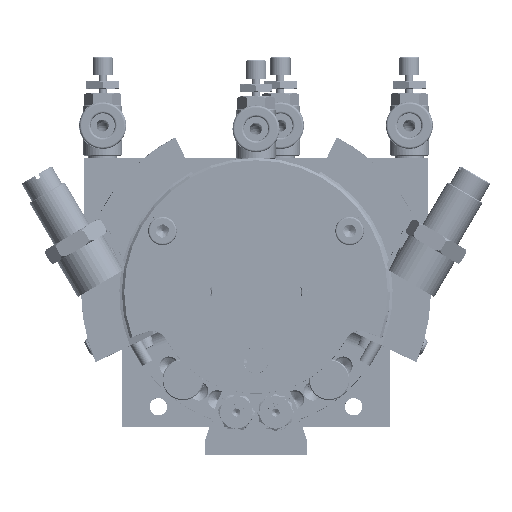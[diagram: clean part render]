
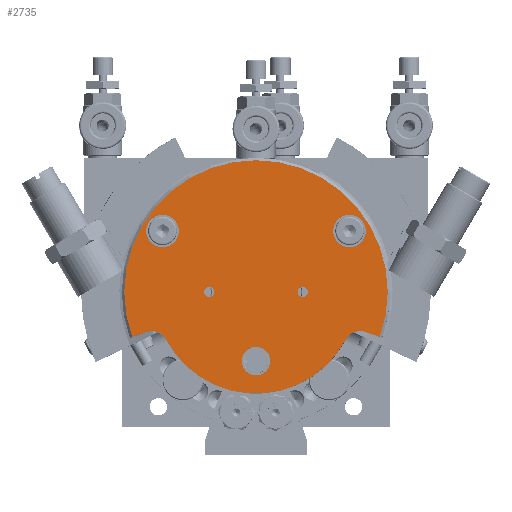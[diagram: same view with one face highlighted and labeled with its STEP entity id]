
A CAD part, top view. The second image highlights one B-rep face of the part: STEP entity #2735.
In plain terms, the highlighted planar face has unit normal (0, 0, 1).
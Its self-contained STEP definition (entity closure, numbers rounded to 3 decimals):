
#2356=CARTESIAN_POINT('',(-30.446,-11.081,139.));
#2357=VERTEX_POINT('',#2356);
#2364=CARTESIAN_POINT('',(30.446,-11.081,139.));
#2365=VERTEX_POINT('',#2364);
#2366=CARTESIAN_POINT('',(0.,0.,139.));
#2367=DIRECTION('',(0.0,0.0,-1.0));
#2368=DIRECTION('',(0.0,1.0,0.0));
#2369=AXIS2_PLACEMENT_3D('',#2366,#2367,#2368);
#2370=CIRCLE('',#2369,32.4);
#2371=EDGE_CURVE('',#2357,#2365,#2370,.T.);
#2478=CARTESIAN_POINT('',(26.991,-9.824,139.));
#2479=VERTEX_POINT('',#2478);
#2480=CARTESIAN_POINT('',(26.991,-9.824,139.));
#2481=DIRECTION('',(0.94,-0.342,0.));
#2482=VECTOR('',#2481,3.677);
#2483=LINE('',#2480,#2482);
#2484=EDGE_CURVE('',#2479,#2365,#2483,.T.);
#2509=CARTESIAN_POINT('',(22.088,-11.709,139.));
#2510=VERTEX_POINT('',#2509);
#2511=CARTESIAN_POINT('',(25.623,-13.583,139.));
#2512=DIRECTION('',(0.,0.,1.0));
#2513=DIRECTION('',(-0.359,0.933,0.));
#2514=AXIS2_PLACEMENT_3D('',#2511,#2512,#2513);
#2515=CIRCLE('',#2514,4.0);
#2516=EDGE_CURVE('',#2479,#2510,#2515,.T.);
#2543=CARTESIAN_POINT('',(-22.088,-11.709,139.));
#2544=VERTEX_POINT('',#2543);
#2545=CARTESIAN_POINT('',(0.,0.,139.));
#2546=DIRECTION('',(0.,0.,1.0));
#2547=DIRECTION('',(0.94,0.342,0.));
#2548=AXIS2_PLACEMENT_3D('',#2545,#2546,#2547);
#2549=CIRCLE('',#2548,25.);
#2550=EDGE_CURVE('',#2544,#2510,#2549,.T.);
#2616=CARTESIAN_POINT('',(-26.991,-9.824,139.));
#2617=VERTEX_POINT('',#2616);
#2618=CARTESIAN_POINT('',(-25.623,-13.583,139.));
#2619=DIRECTION('',(0.,0.,1.0));
#2620=DIRECTION('',(0.359,0.933,0.));
#2621=AXIS2_PLACEMENT_3D('',#2618,#2619,#2620);
#2622=CIRCLE('',#2621,4.0);
#2623=EDGE_CURVE('',#2544,#2617,#2622,.T.);
#2658=CARTESIAN_POINT('',(-30.446,-11.081,139.));
#2659=DIRECTION('',(0.94,0.342,0.0));
#2660=VECTOR('',#2659,3.677);
#2661=LINE('',#2658,#2660);
#2662=EDGE_CURVE('',#2357,#2617,#2661,.T.);
#2667=CARTESIAN_POINT('',(0.,-16.5,139.));
#2668=DIRECTION('',(0.0,0.0,1.0));
#2669=DIRECTION('',(1.0,0.0,0.0));
#2670=AXIS2_PLACEMENT_3D('',#2667,#2668,#2669);
#2671=PLANE('',#2670);
#2672=ORIENTED_EDGE('',*,*,#2371,.F.);
#2673=ORIENTED_EDGE('',*,*,#2662,.T.);
#2674=ORIENTED_EDGE('',*,*,#2623,.F.);
#2675=ORIENTED_EDGE('',*,*,#2550,.T.);
#2676=ORIENTED_EDGE('',*,*,#2516,.F.);
#2677=ORIENTED_EDGE('',*,*,#2484,.T.);
#2678=EDGE_LOOP('',(#2672,#2673,#2674,#2675,#2676,#2677));
#2679=FACE_OUTER_BOUND('',#2678,.T.);
#2680=CARTESIAN_POINT('',(23.,19.,139.));
#2681=VERTEX_POINT('',#2680);
#2682=CARTESIAN_POINT('',(23.,15.,139.));
#2683=DIRECTION('',(0.0,0.0,-1.0));
#2684=DIRECTION('',(0.0,1.0,0.0));
#2685=AXIS2_PLACEMENT_3D('',#2682,#2683,#2684);
#2686=CIRCLE('',#2685,4.0);
#2687=EDGE_CURVE('',#2681,#2681,#2686,.T.);
#2688=ORIENTED_EDGE('',*,*,#2687,.T.);
#2689=EDGE_LOOP('',(#2688));
#2690=FACE_BOUND('',#2689,.T.);
#2691=CARTESIAN_POINT('',(-23.,19.,139.));
#2692=VERTEX_POINT('',#2691);
#2693=CARTESIAN_POINT('',(-23.,15.,139.));
#2694=DIRECTION('',(0.0,0.0,-1.0));
#2695=DIRECTION('',(0.0,1.0,0.0));
#2696=AXIS2_PLACEMENT_3D('',#2693,#2694,#2695);
#2697=CIRCLE('',#2696,4.0);
#2698=EDGE_CURVE('',#2692,#2692,#2697,.T.);
#2699=ORIENTED_EDGE('',*,*,#2698,.T.);
#2700=EDGE_LOOP('',(#2699));
#2701=FACE_BOUND('',#2700,.T.);
#2702=CARTESIAN_POINT('',(-11.5,1.25,139.));
#2703=VERTEX_POINT('',#2702);
#2704=CARTESIAN_POINT('',(-11.5,0.,139.));
#2705=DIRECTION('',(0.0,0.0,-1.0));
#2706=DIRECTION('',(0.0,1.0,0.0));
#2707=AXIS2_PLACEMENT_3D('',#2704,#2705,#2706);
#2708=CIRCLE('',#2707,1.25);
#2709=EDGE_CURVE('',#2703,#2703,#2708,.T.);
#2710=ORIENTED_EDGE('',*,*,#2709,.T.);
#2711=EDGE_LOOP('',(#2710));
#2712=FACE_BOUND('',#2711,.T.);
#2713=CARTESIAN_POINT('',(11.5,-1.25,139.));
#2714=VERTEX_POINT('',#2713);
#2715=CARTESIAN_POINT('',(11.5,0.,139.));
#2716=DIRECTION('',(0.0,0.0,-1.0));
#2717=DIRECTION('',(0.0,-1.0,0.0));
#2718=AXIS2_PLACEMENT_3D('',#2715,#2716,#2717);
#2719=CIRCLE('',#2718,1.25);
#2720=EDGE_CURVE('',#2714,#2714,#2719,.T.);
#2721=ORIENTED_EDGE('',*,*,#2720,.T.);
#2722=EDGE_LOOP('',(#2721));
#2723=FACE_BOUND('',#2722,.T.);
#2724=CARTESIAN_POINT('',(0.,-13.5,139.));
#2725=VERTEX_POINT('',#2724);
#2726=CARTESIAN_POINT('',(0.,-17.,139.));
#2727=DIRECTION('',(0.0,0.0,-1.0));
#2728=DIRECTION('',(0.0,-1.0,0.0));
#2729=AXIS2_PLACEMENT_3D('',#2726,#2727,#2728);
#2730=CIRCLE('',#2729,3.5);
#2731=EDGE_CURVE('',#2725,#2725,#2730,.T.);
#2732=ORIENTED_EDGE('',*,*,#2731,.T.);
#2733=EDGE_LOOP('',(#2732));
#2734=FACE_BOUND('',#2733,.T.);
#2735=ADVANCED_FACE('',(#2679,#2690,#2701,#2712,#2723,#2734),#2671,.T.);
